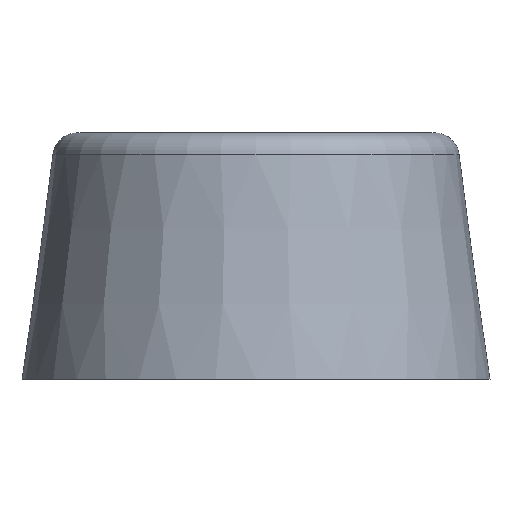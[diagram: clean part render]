
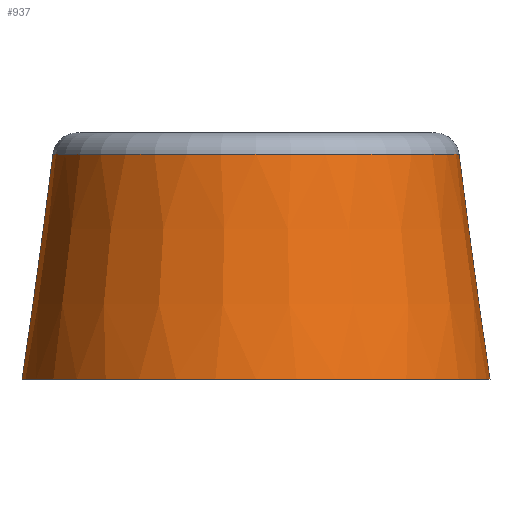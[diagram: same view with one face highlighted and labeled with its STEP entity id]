
A CAD part, left-side view. The second image highlights one B-rep face of the part: STEP entity #937.
In plain terms, the highlighted conical face has half-angle 7.829 degrees and reference radius 16.25 mm.
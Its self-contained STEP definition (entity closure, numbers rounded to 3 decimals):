
#613 = PLANE('',#614);
#614 = AXIS2_PLACEMENT_3D('',#615,#616,#617);
#615 = CARTESIAN_POINT('',(0.,0.,0.));
#616 = DIRECTION('',(0.,0.,-1.));
#617 = DIRECTION('',(1.,0.,0.));
#833 = TOROIDAL_SURFACE('',#834,14.506,2.);
#834 = AXIS2_PLACEMENT_3D('',#835,#836,#837);
#835 = CARTESIAN_POINT('',(0.,0.,18.));
#836 = DIRECTION('',(0.,0.,-1.));
#837 = DIRECTION('',(1.,0.,0.));
#851 = EDGE_CURVE('',#852,#852,#854,.T.);
#852 = VERTEX_POINT('',#853);
#853 = CARTESIAN_POINT('',(19.,0.,0.));
#854 = SURFACE_CURVE('',#855,(#860,#867),.PCURVE_S1.);
#855 = CIRCLE('',#856,19.);
#856 = AXIS2_PLACEMENT_3D('',#857,#858,#859);
#857 = CARTESIAN_POINT('',(0.,0.,0.));
#858 = DIRECTION('',(0.,0.,-1.));
#859 = DIRECTION('',(1.,0.,0.));
#860 = PCURVE('',#613,#861);
#861 = DEFINITIONAL_REPRESENTATION('',(#862),#866);
#862 = CIRCLE('',#863,19.);
#863 = AXIS2_PLACEMENT_2D('',#864,#865);
#864 = CARTESIAN_POINT('',(0.,0.));
#865 = DIRECTION('',(1.,0.));
#866 = ( GEOMETRIC_REPRESENTATION_CONTEXT(2) 
PARAMETRIC_REPRESENTATION_CONTEXT() REPRESENTATION_CONTEXT('2D SPACE',''
  ) );
#867 = PCURVE('',#868,#873);
#868 = CONICAL_SURFACE('',#869,16.25,0.137);
#869 = AXIS2_PLACEMENT_3D('',#870,#871,#872);
#870 = CARTESIAN_POINT('',(0.,0.,20.));
#871 = DIRECTION('',(0.,0.,-1.));
#872 = DIRECTION('',(1.,0.,0.));
#873 = DEFINITIONAL_REPRESENTATION('',(#874),#878);
#874 = LINE('',#875,#876);
#875 = CARTESIAN_POINT('',(0.,20.));
#876 = VECTOR('',#877,1.);
#877 = DIRECTION('',(1.,0.));
#878 = ( GEOMETRIC_REPRESENTATION_CONTEXT(2) 
PARAMETRIC_REPRESENTATION_CONTEXT() REPRESENTATION_CONTEXT('2D SPACE',''
  ) );
#891 = VERTEX_POINT('',#892);
#892 = CARTESIAN_POINT('',(16.488,0.,
    18.272));
#916 = EDGE_CURVE('',#891,#891,#917,.T.);
#917 = SURFACE_CURVE('',#918,(#923,#930),.PCURVE_S1.);
#918 = CIRCLE('',#919,16.488);
#919 = AXIS2_PLACEMENT_3D('',#920,#921,#922);
#920 = CARTESIAN_POINT('',(0.,0.,18.272));
#921 = DIRECTION('',(0.,0.,-1.));
#922 = DIRECTION('',(1.,0.,0.));
#923 = PCURVE('',#833,#924);
#924 = DEFINITIONAL_REPRESENTATION('',(#925),#929);
#925 = LINE('',#926,#927);
#926 = CARTESIAN_POINT('',(0.,6.147));
#927 = VECTOR('',#928,1.);
#928 = DIRECTION('',(1.,0.));
#929 = ( GEOMETRIC_REPRESENTATION_CONTEXT(2) 
PARAMETRIC_REPRESENTATION_CONTEXT() REPRESENTATION_CONTEXT('2D SPACE',''
  ) );
#930 = PCURVE('',#868,#931);
#931 = DEFINITIONAL_REPRESENTATION('',(#932),#936);
#932 = LINE('',#933,#934);
#933 = CARTESIAN_POINT('',(0.,1.728));
#934 = VECTOR('',#935,1.);
#935 = DIRECTION('',(1.,0.));
#936 = ( GEOMETRIC_REPRESENTATION_CONTEXT(2) 
PARAMETRIC_REPRESENTATION_CONTEXT() REPRESENTATION_CONTEXT('2D SPACE',''
  ) );
#937 = ADVANCED_FACE('',(#938),#868,.T.);
#938 = FACE_BOUND('',#939,.T.);
#939 = EDGE_LOOP('',(#940,#961,#962,#963));
#940 = ORIENTED_EDGE('',*,*,#941,.F.);
#941 = EDGE_CURVE('',#891,#852,#942,.T.);
#942 = SEAM_CURVE('',#943,(#947,#954),.PCURVE_S1.);
#943 = LINE('',#944,#945);
#944 = CARTESIAN_POINT('',(16.25,0.,20.));
#945 = VECTOR('',#946,1.);
#946 = DIRECTION('',(0.136,0.,-0.991)
  );
#947 = PCURVE('',#868,#948);
#948 = DEFINITIONAL_REPRESENTATION('',(#949),#953);
#949 = LINE('',#950,#951);
#950 = CARTESIAN_POINT('',(0.,0.));
#951 = VECTOR('',#952,1.);
#952 = DIRECTION('',(0.,1.));
#953 = ( GEOMETRIC_REPRESENTATION_CONTEXT(2) 
PARAMETRIC_REPRESENTATION_CONTEXT() REPRESENTATION_CONTEXT('2D SPACE',''
  ) );
#954 = PCURVE('',#868,#955);
#955 = DEFINITIONAL_REPRESENTATION('',(#956),#960);
#956 = LINE('',#957,#958);
#957 = CARTESIAN_POINT('',(6.283,0.));
#958 = VECTOR('',#959,1.);
#959 = DIRECTION('',(0.,1.));
#960 = ( GEOMETRIC_REPRESENTATION_CONTEXT(2) 
PARAMETRIC_REPRESENTATION_CONTEXT() REPRESENTATION_CONTEXT('2D SPACE',''
  ) );
#961 = ORIENTED_EDGE('',*,*,#916,.T.);
#962 = ORIENTED_EDGE('',*,*,#941,.T.);
#963 = ORIENTED_EDGE('',*,*,#851,.F.);
